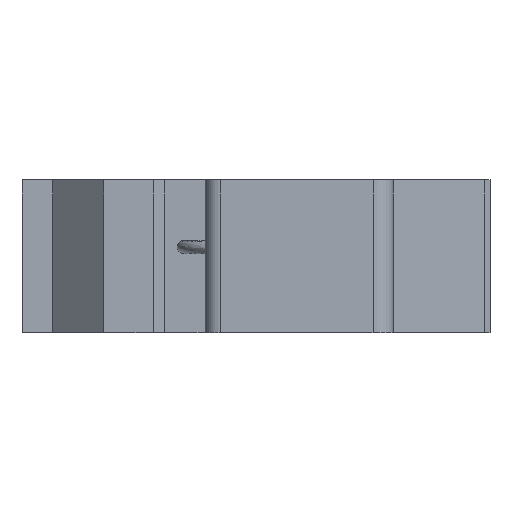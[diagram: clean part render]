
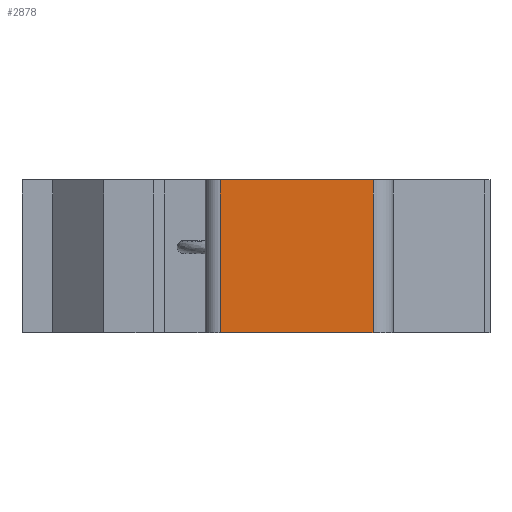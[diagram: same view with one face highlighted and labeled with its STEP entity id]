
A CAD part, front view. The second image highlights one B-rep face of the part: STEP entity #2878.
In plain terms, the highlighted planar face has unit normal (0, -1, 0).
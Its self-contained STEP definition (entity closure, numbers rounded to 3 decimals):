
#216=LINE('',#5760,#489);
#217=LINE('',#5764,#490);
#218=LINE('',#5766,#491);
#219=LINE('',#5768,#492);
#489=VECTOR('',#4742,1000.);
#490=VECTOR('',#4747,1000.);
#491=VECTOR('',#4748,1000.);
#492=VECTOR('',#4749,1000.);
#1105=ORIENTED_EDGE('',*,*,#1758,.T.);
#1106=ORIENTED_EDGE('',*,*,#1759,.F.);
#1107=ORIENTED_EDGE('',*,*,#1760,.F.);
#1108=ORIENTED_EDGE('',*,*,#1756,.T.);
#1756=EDGE_CURVE('',#2090,#2089,#216,.T.);
#1758=EDGE_CURVE('',#2089,#2091,#217,.T.);
#1759=EDGE_CURVE('',#2092,#2091,#218,.T.);
#1760=EDGE_CURVE('',#2090,#2092,#219,.T.);
#2089=VERTEX_POINT('',#5759);
#2090=VERTEX_POINT('',#5761);
#2091=VERTEX_POINT('',#5765);
#2092=VERTEX_POINT('',#5767);
#2373=EDGE_LOOP('',(#1105,#1106,#1107,#1108));
#2576=FACE_BOUND('',#2373,.T.);
#2735=PLANE('',#4184);
#2878=ADVANCED_FACE('',(#2576),#2735,.F.);
#4184=AXIS2_PLACEMENT_3D('',#5763,#4745,#4746);
#4742=DIRECTION('',(0.,0.,-1.));
#4745=DIRECTION('',(0.,1.,0.));
#4746=DIRECTION('',(-1.,0.,0.));
#4747=DIRECTION('',(1.,0.,0.));
#4748=DIRECTION('',(0.,0.,-1.));
#4749=DIRECTION('',(1.,0.,0.));
#5759=CARTESIAN_POINT('',(-3.5,-20.999,0.));
#5760=CARTESIAN_POINT('',(-3.5,-20.999,15.));
#5761=CARTESIAN_POINT('',(-3.5,-20.999,15.));
#5763=CARTESIAN_POINT('',(11.5,-20.999,15.));
#5764=CARTESIAN_POINT('',(11.5,-20.999,0.));
#5765=CARTESIAN_POINT('',(11.5,-20.999,0.));
#5766=CARTESIAN_POINT('',(11.5,-20.999,15.));
#5767=CARTESIAN_POINT('',(11.5,-20.999,15.));
#5768=CARTESIAN_POINT('',(11.5,-20.999,15.));
